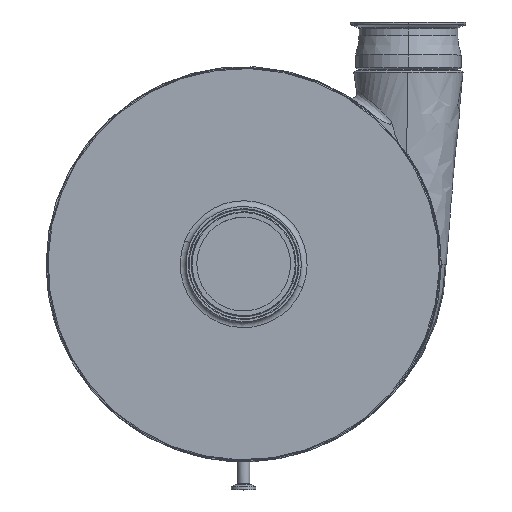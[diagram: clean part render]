
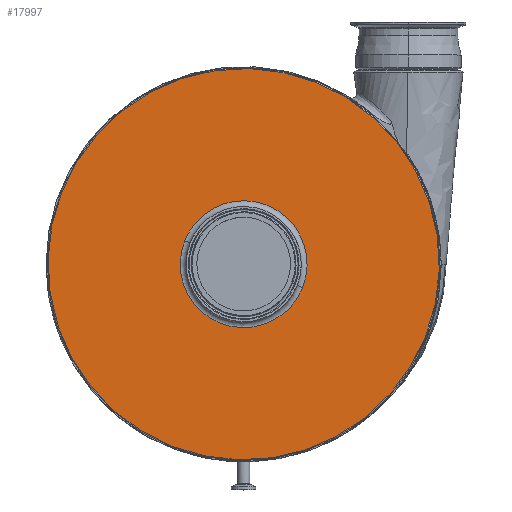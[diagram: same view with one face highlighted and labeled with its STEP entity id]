
A CAD part, top view. The second image highlights one B-rep face of the part: STEP entity #17997.
In plain terms, the highlighted planar face has unit normal (0, 0, 1).
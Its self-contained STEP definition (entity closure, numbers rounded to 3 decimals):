
#166 = DIRECTION ( 'NONE',  ( -0.93, 0.368, 0. ) ) ;
#1357 = AXIS2_PLACEMENT_3D ( 'NONE', #25873, #26289, #5092 ) ;
#1359 = CARTESIAN_POINT ( 'NONE',  ( 0., 0., 273. ) ) ;
#1810 = AXIS2_PLACEMENT_3D ( 'NONE', #13903, #22471, #11700 ) ;
#3142 = AXIS2_PLACEMENT_3D ( 'NONE', #1359, #3415, #11868 ) ;
#3415 = DIRECTION ( 'NONE',  ( 0., 0., -1. ) ) ;
#5007 = EDGE_LOOP ( 'NONE', ( #17838, #9515 ) ) ;
#5078 = CIRCLE ( 'NONE', #20560, 202. ) ;
#5092 = DIRECTION ( 'NONE',  ( -0.93, 0.368, 0. ) ) ;
#7238 = VERTEX_POINT ( 'NONE', #15766 ) ;
#7255 = PLANE ( 'NONE',  #1810 ) ;
#8412 = CIRCLE ( 'NONE', #1357, 65.5 ) ;
#8459 = CIRCLE ( 'NONE', #23936, 202. ) ;
#8597 = ORIENTED_EDGE ( 'NONE', *, *, #21553, .T. ) ;
#9515 = ORIENTED_EDGE ( 'NONE', *, *, #11617, .F. ) ;
#11617 = EDGE_CURVE ( 'NONE', #7238, #20942, #8459, .T. ) ;
#11700 = DIRECTION ( 'NONE',  ( 0.93, -0.368, 0. ) ) ;
#11868 = DIRECTION ( 'NONE',  ( -0.93, 0.368, 0. ) ) ;
#13292 = CARTESIAN_POINT ( 'NONE',  ( 0., 0., 273. ) ) ;
#13903 = CARTESIAN_POINT ( 'NONE',  ( 24.102, 60.904, 273. ) ) ;
#14170 = FACE_BOUND ( 'NONE', #24251, .T. ) ;
#14755 = EDGE_CURVE ( 'NONE', #20942, #7238, #5078, .T. ) ;
#15766 = CARTESIAN_POINT ( 'NONE',  ( 187.827, -74.33, 273. ) ) ;
#16367 = VERTEX_POINT ( 'NONE', #19574 ) ;
#17032 = EDGE_CURVE ( 'NONE', #16367, #18316, #8412, .T. ) ;
#17838 = ORIENTED_EDGE ( 'NONE', *, *, #14755, .F. ) ;
#17997 = ADVANCED_FACE ( 'NONE', ( #14170, #24150 ), #7255, .T. ) ;
#18316 = VERTEX_POINT ( 'NONE', #23694 ) ;
#19574 = CARTESIAN_POINT ( 'NONE',  ( -60.904, 24.102, 273. ) ) ;
#19803 = ORIENTED_EDGE ( 'NONE', *, *, #17032, .T. ) ;
#19935 = CIRCLE ( 'NONE', #3142, 65.5 ) ;
#20560 = AXIS2_PLACEMENT_3D ( 'NONE', #20996, #23078, #25565 ) ;
#20942 = VERTEX_POINT ( 'NONE', #23028 ) ;
#20996 = CARTESIAN_POINT ( 'NONE',  ( 0., 0., 273. ) ) ;
#21553 = EDGE_CURVE ( 'NONE', #18316, #16367, #19935, .T. ) ;
#22471 = DIRECTION ( 'NONE',  ( 0., 0., 1. ) ) ;
#23028 = CARTESIAN_POINT ( 'NONE',  ( -187.827, 74.33, 273. ) ) ;
#23078 = DIRECTION ( 'NONE',  ( 0., 0., -1. ) ) ;
#23694 = CARTESIAN_POINT ( 'NONE',  ( 60.904, -24.102, 273. ) ) ;
#23936 = AXIS2_PLACEMENT_3D ( 'NONE', #13292, #25888, #166 ) ;
#24150 = FACE_OUTER_BOUND ( 'NONE', #5007, .T. ) ;
#24251 = EDGE_LOOP ( 'NONE', ( #19803, #8597 ) ) ;
#25565 = DIRECTION ( 'NONE',  ( -0.93, 0.368, 0. ) ) ;
#25873 = CARTESIAN_POINT ( 'NONE',  ( 0., 0., 273. ) ) ;
#25888 = DIRECTION ( 'NONE',  ( 0., 0., -1. ) ) ;
#26289 = DIRECTION ( 'NONE',  ( 0., 0., -1. ) ) ;
